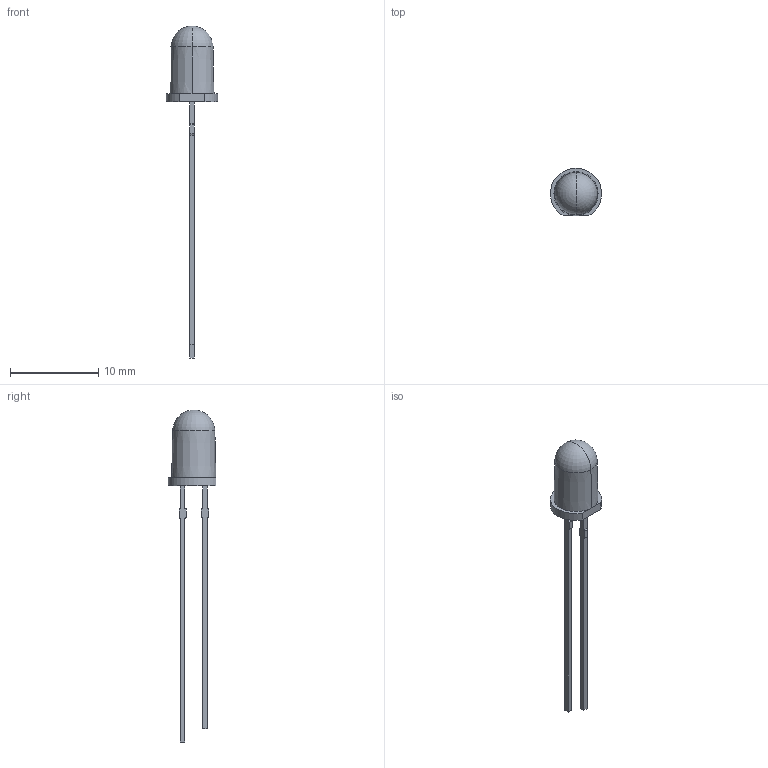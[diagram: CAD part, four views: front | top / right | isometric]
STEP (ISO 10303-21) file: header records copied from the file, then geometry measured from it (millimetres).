
FILE_DESCRIPTION (( 'STEP AP203' ), '1' );
FILE_NAME ('SFH_213_20231009_geometry.STEP', '2023-10-09T07:00:58', ( '' ), ( '' ), 'SwSTEP 2.0', 'SolidWorks 2020', '' );
FILE_SCHEMA (( 'CONFIG_CONTROL_DESIGN' ));
Length unit declared in the file: millimetre
Products named in the file (1): SFH_213_20231009_geometry
Bounding box: 5.8 x 5.4 x 37.6 mm (x, y, z)
Volume: 165.9 mm3; surface area: 279.9 mm2
Topology: 1 solids, 1 shells, 34 faces, 89 edges, 57 vertices
Faces by surface type: plane 21, cylinder 9, torus 2, cone 2
Entity records: 1108 total; most frequent: DIRECTION 181, CARTESIAN_POINT 179, ORIENTED_EDGE 174, EDGE_CURVE 87, VECTOR 63, LINE 63, AXIS2_PLACEMENT_3D 59, VERTEX_POINT 57
